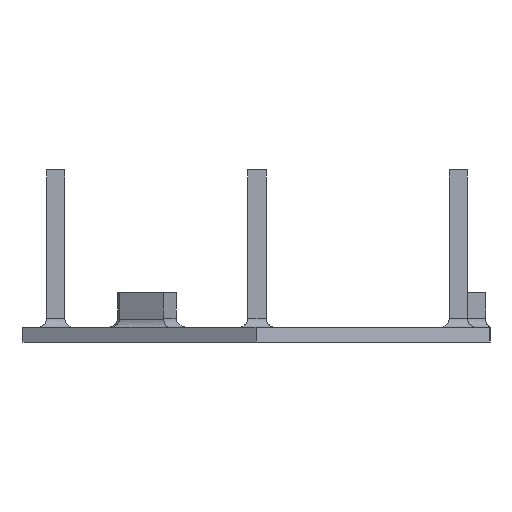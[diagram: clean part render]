
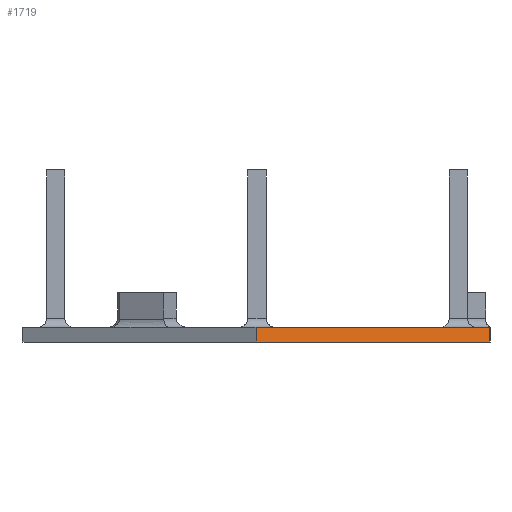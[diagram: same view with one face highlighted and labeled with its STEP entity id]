
A CAD part, front view. The second image highlights one B-rep face of the part: STEP entity #1719.
In plain terms, the highlighted planar face has unit normal (0.5, -0.866, 0).
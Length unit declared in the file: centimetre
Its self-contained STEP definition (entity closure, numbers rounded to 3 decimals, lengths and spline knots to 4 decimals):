
#120=PLANE('',#1880);
#227=FACE_OUTER_BOUND('',#349,.T.);
#349=EDGE_LOOP('',(#1548,#1549,#1550,#1551));
#402=LINE('',#2424,#574);
#549=LINE('',#2985,#721);
#550=LINE('',#2988,#722);
#551=LINE('',#2989,#723);
#574=VECTOR('',#1927,1.);
#721=VECTOR('',#2358,1.);
#722=VECTOR('',#2361,1.);
#723=VECTOR('',#2362,1.);
#744=VERTEX_POINT('',#2421);
#745=VERTEX_POINT('',#2423);
#869=VERTEX_POINT('',#2983);
#870=VERTEX_POINT('',#2987);
#894=EDGE_CURVE('',#744,#745,#402,.T.);
#1099=EDGE_CURVE('',#869,#745,#549,.T.);
#1100=EDGE_CURVE('',#870,#869,#550,.T.);
#1101=EDGE_CURVE('',#870,#744,#551,.T.);
#1548=ORIENTED_EDGE('',*,*,#1100,.T.);
#1549=ORIENTED_EDGE('',*,*,#1099,.T.);
#1550=ORIENTED_EDGE('',*,*,#894,.F.);
#1551=ORIENTED_EDGE('',*,*,#1101,.F.);
#1719=ADVANCED_FACE('',(#227),#120,.T.);
#1880=AXIS2_PLACEMENT_3D('',#2986,#2359,#2360);
#1927=DIRECTION('',(0.866,0.5,0.));
#2358=DIRECTION('',(0.,0.,1.));
#2359=DIRECTION('center_axis',(0.5,-0.866,0.));
#2360=DIRECTION('ref_axis',(0.866,0.5,0.));
#2361=DIRECTION('',(0.866,0.5,0.));
#2362=DIRECTION('',(0.,0.,1.));
#2421=CARTESIAN_POINT('',(-6.3934,-7.3825,0.4));
#2423=CARTESIAN_POINT('',(0.,-3.6913,0.4));
#2424=CARTESIAN_POINT('',(-6.3934,-7.3825,0.4));
#2983=CARTESIAN_POINT('',(0.,-3.6913,0.));
#2985=CARTESIAN_POINT('',(0.,-3.6913,0.));
#2986=CARTESIAN_POINT('Origin',(-6.3934,-7.3825,0.));
#2987=CARTESIAN_POINT('',(-6.3934,-7.3825,0.));
#2988=CARTESIAN_POINT('',(-6.3934,-7.3825,0.));
#2989=CARTESIAN_POINT('',(-6.3934,-7.3825,0.));
